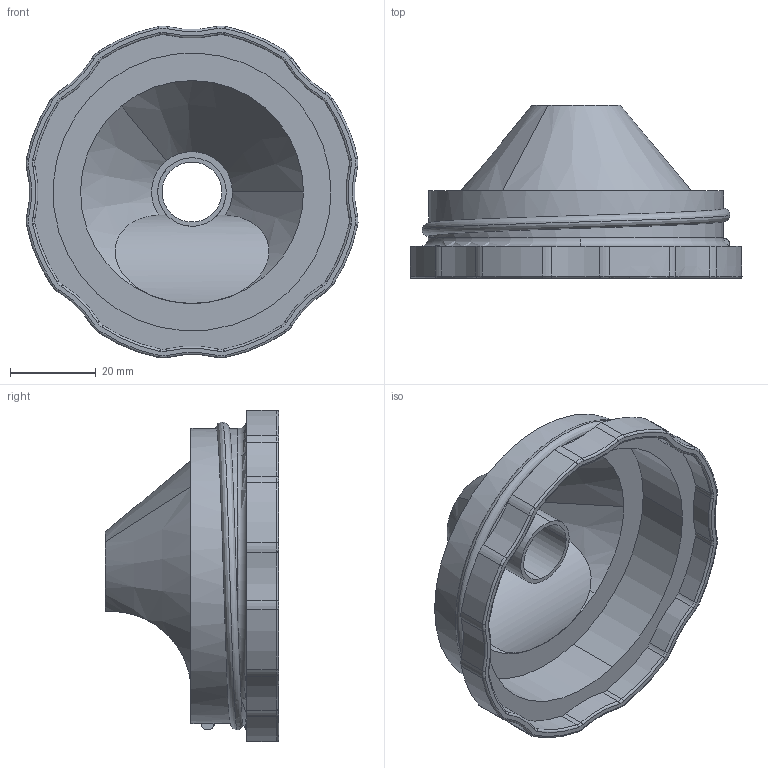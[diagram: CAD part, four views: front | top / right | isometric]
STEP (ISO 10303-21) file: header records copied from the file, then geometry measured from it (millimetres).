
FILE_DESCRIPTION(('produced by SPATIAL CORP'),'2;1');
FILE_NAME('Part32.hh.sat.stp', '2002-04-22T11:44:56+00:00',('SPATIAL CORP'),('SPATIAL CORP'), 'ACIS STEP Husk','http://www.spatial.com','SPATIAL CORP');
FILE_SCHEMA(('CONFIG_CONTROL_DESIGN'));
Length unit declared in the file: millimetre
Products named in the file (1): PRODUCT_ID_1
Bounding box: 77.64 x 40.5 x 77.64 mm (x, y, z)
Volume: 21955.3 mm3; surface area: 22003.1 mm2
Topology: 1 solids, 1 shells, 169 faces, 420 edges, 258 vertices
Faces by surface type: cylinder 67, torus 64, bspline 21, plane 10, cone 7
Full cylindrical faces by diameter (mm): 69 x1
Entity records: 8153 total; most frequent: CARTESIAN_POINT 4338, ORIENTED_EDGE 840, DIRECTION 768, EDGE_CURVE 420, AXIS2_PLACEMENT_3D 354, VERTEX_POINT 258, CIRCLE 226, EDGE_LOOP 176
